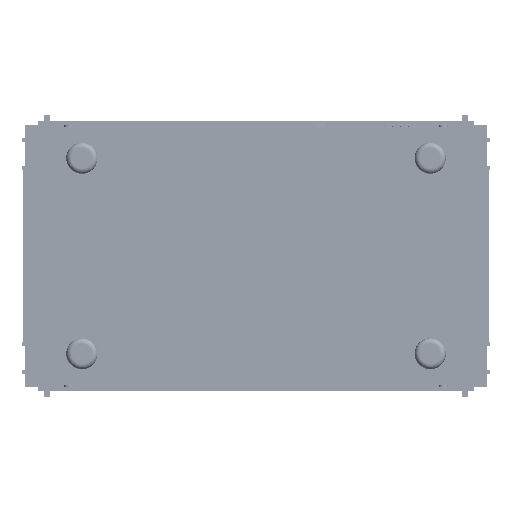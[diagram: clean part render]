
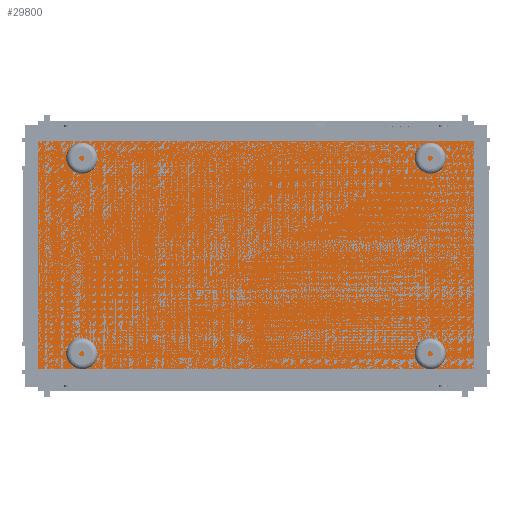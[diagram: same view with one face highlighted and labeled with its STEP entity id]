
A CAD part, front view. The second image highlights one B-rep face of the part: STEP entity #29800.
In plain terms, the highlighted planar face has unit normal (0, -1, 0).
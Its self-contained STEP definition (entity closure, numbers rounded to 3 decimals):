
#5378 = EDGE_CURVE ( 'NONE', #50887, #38465, #10701, .T. ) ;
#7718 = FACE_OUTER_BOUND ( 'NONE', #60355, .T. ) ;
#9564 = ORIENTED_EDGE ( 'NONE', *, *, #31652, .F. ) ;
#10590 = VECTOR ( 'NONE', #11162, 1000. ) ;
#10701 = LINE ( 'NONE', #42543, #50718 ) ;
#11162 = DIRECTION ( 'NONE',  ( -1., 0., 0. ) ) ;
#11871 = VERTEX_POINT ( 'NONE', #31087 ) ;
#13065 = DIRECTION ( 'NONE',  ( 0., 1., 0. ) ) ;
#18707 = LINE ( 'NONE', #34113, #35455 ) ;
#19588 = DIRECTION ( 'NONE',  ( 1., 0., 0. ) ) ;
#23111 = DIRECTION ( 'NONE',  ( 0., 0., 1. ) ) ;
#28321 = CARTESIAN_POINT ( 'NONE',  ( 0., 0., 0. ) ) ;
#29800 = ADVANCED_FACE ( 'NONE', ( #7718 ), #32529, .F. ) ;
#29823 = ORIENTED_EDGE ( 'NONE', *, *, #38880, .F. ) ;
#31087 = CARTESIAN_POINT ( 'NONE',  ( 840., 0., 0. ) ) ;
#31652 = EDGE_CURVE ( 'NONE', #52151, #11871, #18707, .T. ) ;
#31941 = CARTESIAN_POINT ( 'NONE',  ( 0., 0., 0. ) ) ;
#32529 = PLANE ( 'NONE',  #54545 ) ;
#32758 = CARTESIAN_POINT ( 'NONE',  ( 0., 0., 440. ) ) ;
#34113 = CARTESIAN_POINT ( 'NONE',  ( 840., 0., 0. ) ) ;
#35455 = VECTOR ( 'NONE', #49911, 1000. ) ;
#38465 = VERTEX_POINT ( 'NONE', #32758 ) ;
#38880 = EDGE_CURVE ( 'NONE', #11871, #50887, #65255, .T. ) ;
#42543 = CARTESIAN_POINT ( 'NONE',  ( 0., 0., 0. ) ) ;
#46263 = DIRECTION ( 'NONE',  ( 0., 0., 1. ) ) ;
#47505 = EDGE_CURVE ( 'NONE', #38465, #52151, #64855, .T. ) ;
#48698 = VECTOR ( 'NONE', #19588, 1000. ) ;
#49311 = ORIENTED_EDGE ( 'NONE', *, *, #5378, .F. ) ;
#49911 = DIRECTION ( 'NONE',  ( 0., 0., -1. ) ) ;
#50718 = VECTOR ( 'NONE', #46263, 1000. ) ;
#50775 = CARTESIAN_POINT ( 'NONE',  ( 0., 0., 440. ) ) ;
#50887 = VERTEX_POINT ( 'NONE', #28321 ) ;
#52151 = VERTEX_POINT ( 'NONE', #61600 ) ;
#53928 = ORIENTED_EDGE ( 'NONE', *, *, #47505, .F. ) ;
#54545 = AXIS2_PLACEMENT_3D ( 'NONE', #59019, #13065, #23111 ) ;
#59019 = CARTESIAN_POINT ( 'NONE',  ( 0., 0., 440. ) ) ;
#60355 = EDGE_LOOP ( 'NONE', ( #49311, #29823, #9564, #53928 ) ) ;
#61600 = CARTESIAN_POINT ( 'NONE',  ( 840., 0., 440. ) ) ;
#64855 = LINE ( 'NONE', #50775, #48698 ) ;
#65255 = LINE ( 'NONE', #31941, #10590 ) ;
